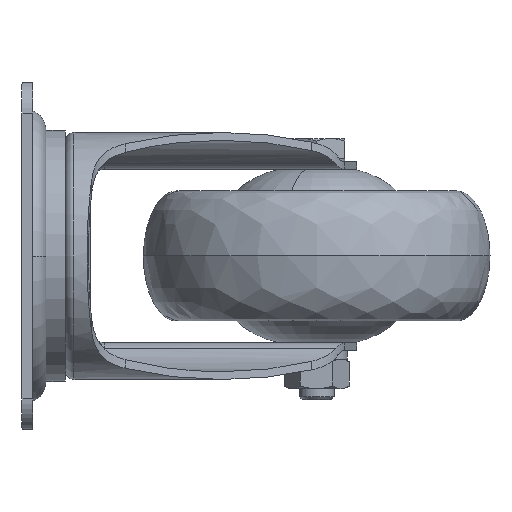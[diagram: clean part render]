
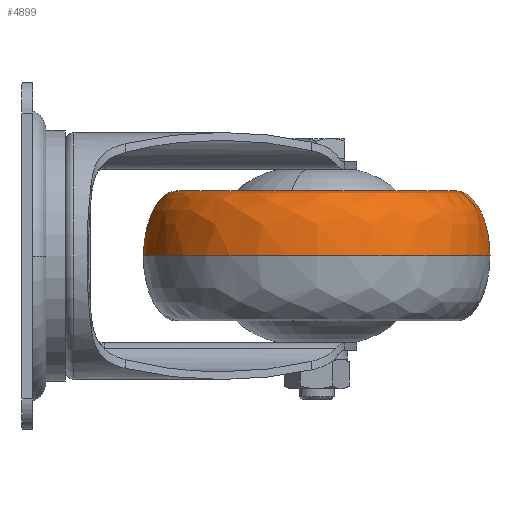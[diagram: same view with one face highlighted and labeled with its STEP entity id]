
A CAD part, left-side view. The second image highlights one B-rep face of the part: STEP entity #4899.
In plain terms, the highlighted free-form (B-spline) face has degree [3, 3] with [4, 4] control points.
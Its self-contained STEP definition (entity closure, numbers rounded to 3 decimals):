
#646 = CARTESIAN_POINT ( 'NONE',  ( 34.954, 3.989, 8.787 ) ) ;
#750 = EDGE_CURVE ( 'NONE', #14035, #13659, #2457, .T. ) ;
#766 = CARTESIAN_POINT ( 'NONE',  ( 34.954, 0.779, 15. ) ) ;
#867 = EDGE_CURVE ( 'NONE', #5472, #3976, #9405, .T. ) ;
#942 = CARTESIAN_POINT ( 'NONE',  ( 34.954, -3.761, 15. ) ) ;
#1474 = CARTESIAN_POINT ( 'NONE',  ( 34.954, -76.011, 0. ) ) ;
#1787 = EDGE_LOOP ( 'NONE', ( #1963, #5286, #12062, #4287 ) ) ;
#1944 = DIRECTION ( 'NONE',  ( 0., 0., 1. ) ) ;
#1961 = CARTESIAN_POINT ( 'NONE',  ( -45.046, -76.011, 0. ) ) ;
#1963 = ORIENTED_EDGE ( 'NONE', *, *, #750, .F. ) ;
#1991 = DIRECTION ( 'NONE',  ( 0., 0., 1. ) ) ;
#2419 = AXIS2_PLACEMENT_3D ( 'NONE', #11796, #1944, #9857 ) ;
#2457 =( BOUNDED_CURVE ( )  B_SPLINE_CURVE ( 3, ( #9690, #7289, #766, #10483 ),
 .UNSPECIFIED., .F., .F. ) 
 B_SPLINE_CURVE_WITH_KNOTS ( ( 4, 4 ),
 ( 4.712, 6.283 ),
 .UNSPECIFIED. ) 
 CURVE ( )  GEOMETRIC_REPRESENTATION_ITEM ( )  RATIONAL_B_SPLINE_CURVE ( ( 1., 0.805, 0.805, 1. ) ) 
 REPRESENTATION_ITEM ( '' )  );
#2775 = CIRCLE ( 'NONE', #6663, 32.25 ) ;
#2815 = CARTESIAN_POINT ( 'NONE',  ( -45.046, 3.989, 8.787 ) ) ;
#3071 = CARTESIAN_POINT ( 'NONE',  ( 34.954, -36.011, 15. ) ) ;
#3700 = CARTESIAN_POINT ( 'NONE',  ( 34.954, -76.011, 8.787 ) ) ;
#3882 = CARTESIAN_POINT ( 'NONE',  ( 34.954, -68.261, 15. ) ) ;
#3976 = VERTEX_POINT ( 'NONE', #1474 ) ;
#4231 = CARTESIAN_POINT ( 'NONE',  ( 34.954, -3.761, 15. ) ) ;
#4287 = ORIENTED_EDGE ( 'NONE', *, *, #14159, .F. ) ;
#4569 = CARTESIAN_POINT ( 'NONE',  ( 34.954, -72.801, 15. ) ) ;
#4697 = CIRCLE ( 'NONE', #2419, 40. ) ;
#4899 = ADVANCED_FACE ( 'NONE', ( #12452 ), #12638, .F. ) ;
#5102 = CARTESIAN_POINT ( 'NONE',  ( -45.046, 3.989, 0. ) ) ;
#5249 = CARTESIAN_POINT ( 'NONE',  ( -38.625, 0.779, 15. ) ) ;
#5286 = ORIENTED_EDGE ( 'NONE', *, *, #6817, .T. ) ;
#5323 = CARTESIAN_POINT ( 'NONE',  ( 34.954, 0.779, 15. ) ) ;
#5472 = VERTEX_POINT ( 'NONE', #13132 ) ;
#6392 = CARTESIAN_POINT ( 'NONE',  ( -45.046, -76.011, 8.787 ) ) ;
#6663 = AXIS2_PLACEMENT_3D ( 'NONE', #3071, #1991, #8634 ) ;
#6817 = EDGE_CURVE ( 'NONE', #14035, #3976, #4697, .T. ) ;
#6919 = CARTESIAN_POINT ( 'NONE',  ( 34.954, -68.261, 15. ) ) ;
#7289 = CARTESIAN_POINT ( 'NONE',  ( 34.954, 3.989, 8.787 ) ) ;
#8249 = CARTESIAN_POINT ( 'NONE',  ( 34.954, -76.011, 8.787 ) ) ;
#8467 = CARTESIAN_POINT ( 'NONE',  ( -29.546, -3.761, 15. ) ) ;
#8534 = CARTESIAN_POINT ( 'NONE',  ( -29.546, -68.261, 15. ) ) ;
#8634 = DIRECTION ( 'NONE',  ( 1., 0., 0. ) ) ;
#9405 =( BOUNDED_CURVE ( )  B_SPLINE_CURVE ( 3, ( #6919, #4569, #3700, #11345 ),
 .UNSPECIFIED., .F., .F. ) 
 B_SPLINE_CURVE_WITH_KNOTS ( ( 4, 4 ),
 ( 0., 1.571 ),
 .UNSPECIFIED. ) 
 CURVE ( )  GEOMETRIC_REPRESENTATION_ITEM ( )  RATIONAL_B_SPLINE_CURVE ( ( 1., 0.805, 0.805, 1. ) ) 
 REPRESENTATION_ITEM ( '' )  );
#9421 = CARTESIAN_POINT ( 'NONE',  ( 34.954, -72.801, 15. ) ) ;
#9690 = CARTESIAN_POINT ( 'NONE',  ( 34.954, 3.989, 0. ) ) ;
#9857 = DIRECTION ( 'NONE',  ( -1., 0., 0. ) ) ;
#10395 = CARTESIAN_POINT ( 'NONE',  ( 34.954, 3.989, 0. ) ) ;
#10483 = CARTESIAN_POINT ( 'NONE',  ( 34.954, -3.761, 15. ) ) ;
#11345 = CARTESIAN_POINT ( 'NONE',  ( 34.954, -76.011, 0. ) ) ;
#11796 = CARTESIAN_POINT ( 'NONE',  ( 34.954, -36.011, 0. ) ) ;
#11813 = CARTESIAN_POINT ( 'NONE',  ( -38.625, -72.801, 15. ) ) ;
#11889 = CARTESIAN_POINT ( 'NONE',  ( 34.954, 3.989, 0. ) ) ;
#12062 = ORIENTED_EDGE ( 'NONE', *, *, #867, .F. ) ;
#12452 = FACE_OUTER_BOUND ( 'NONE', #1787, .T. ) ;
#12638 =( BOUNDED_SURFACE ( )  B_SPLINE_SURFACE ( 3, 3, ( 
 ( #3882, #8534, #8467, #942 ),
 ( #9421, #11813, #5249, #5323 ),
 ( #8249, #6392, #2815, #646 ),
 ( #13899, #1961, #5102, #11889 ) ),
 .UNSPECIFIED., .F., .F., .F. ) 
 B_SPLINE_SURFACE_WITH_KNOTS ( ( 4, 4 ),
 ( 4, 4 ),
 ( 0., 1. ),
 ( 0., 1. ),
 .UNSPECIFIED. ) 
 GEOMETRIC_REPRESENTATION_ITEM ( )  RATIONAL_B_SPLINE_SURFACE ( (
 ( 1., 0.333, 0.333, 1.),
 ( 0.805, 0.268, 0.268, 0.805),
 ( 0.805, 0.268, 0.268, 0.805),
 ( 1., 0.333, 0.333, 1.) ) ) 
 REPRESENTATION_ITEM ( '' )  SURFACE ( )  );
#13132 = CARTESIAN_POINT ( 'NONE',  ( 34.954, -68.261, 15. ) ) ;
#13659 = VERTEX_POINT ( 'NONE', #4231 ) ;
#13899 = CARTESIAN_POINT ( 'NONE',  ( 34.954, -76.011, 0. ) ) ;
#14035 = VERTEX_POINT ( 'NONE', #10395 ) ;
#14159 = EDGE_CURVE ( 'NONE', #13659, #5472, #2775, .T. ) ;
